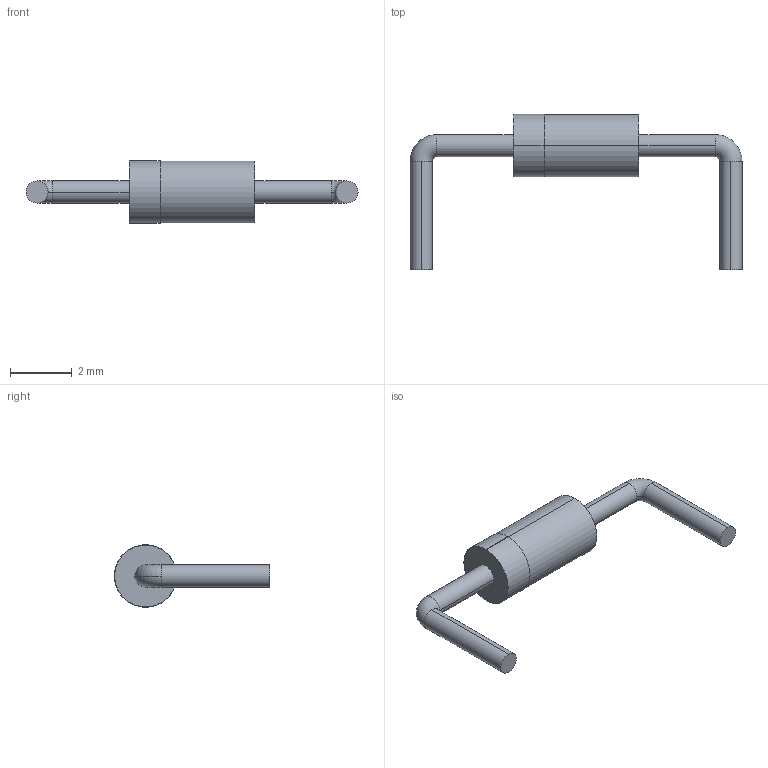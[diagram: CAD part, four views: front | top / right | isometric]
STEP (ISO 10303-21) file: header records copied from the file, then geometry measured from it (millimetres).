
FILE_DESCRIPTION (( 'STEP AP214' ), '1' );
FILE_NAME ('User Library-1N4003.STEP', '2013-03-04T09:28:30', ( 'Windows User' ), ( '' ), 'SwSTEP 2.0', 'SolidWorks 2013', '' );
FILE_SCHEMA (( 'AUTOMOTIVE_DESIGN' ));
Length unit declared in the file: millimetre
Products named in the file (1): User Library-1N4003
Bounding box: 10.71 x 5.01 x 2.02 mm (x, y, z)
Volume: 21.3 mm3; surface area: 76.3 mm2
Topology: 4 solids, 4 shells, 24 faces, 46 edges, 30 vertices
Faces by surface type: cylinder 12, plane 8, torus 4
Entity records: 700 total; most frequent: DIRECTION 130, CARTESIAN_POINT 101, ORIENTED_EDGE 92, AXIS2_PLACEMENT_3D 59, EDGE_CURVE 46, CIRCLE 34, VERTEX_POINT 30, ADVANCED_FACE 24
